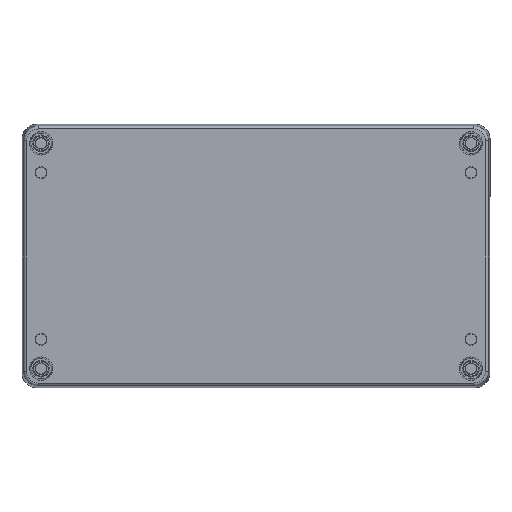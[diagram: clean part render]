
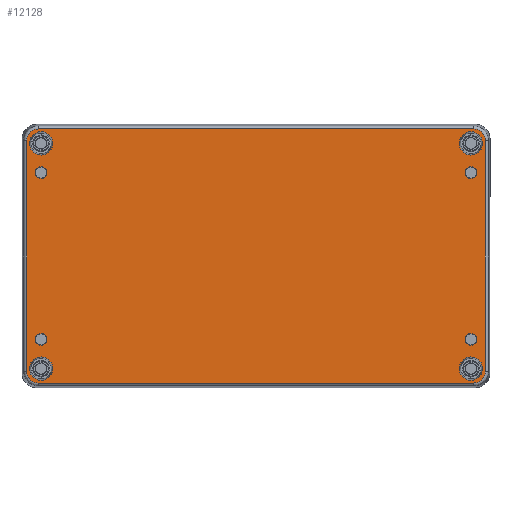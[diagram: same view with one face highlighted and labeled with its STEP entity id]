
A CAD part, front view. The second image highlights one B-rep face of the part: STEP entity #12128.
In plain terms, the highlighted face is planar.
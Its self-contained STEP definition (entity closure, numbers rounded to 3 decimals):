
#962=ELLIPSE('',#12927,4.001,4.);
#963=ELLIPSE('',#12928,4.001,4.);
#964=ELLIPSE('',#12929,4.001,4.);
#965=ELLIPSE('',#12930,4.001,4.);
#1022=FACE_BOUND('',#1961,.T.);
#1023=FACE_BOUND('',#1962,.T.);
#1024=FACE_BOUND('',#1963,.T.);
#1025=FACE_BOUND('',#1964,.T.);
#1026=FACE_BOUND('',#1965,.T.);
#1027=FACE_BOUND('',#1966,.T.);
#1028=FACE_BOUND('',#1967,.T.);
#1029=FACE_BOUND('',#1968,.T.);
#1181=FACE_OUTER_BOUND('',#1960,.T.);
#1960=EDGE_LOOP('',(#8171,#8172,#8173,#8174,#8175,#8176,#8177,#8178));
#1961=EDGE_LOOP('',(#8179));
#1962=EDGE_LOOP('',(#8180));
#1963=EDGE_LOOP('',(#8181));
#1964=EDGE_LOOP('',(#8182));
#1965=EDGE_LOOP('',(#8183));
#1966=EDGE_LOOP('',(#8184));
#1967=EDGE_LOOP('',(#8185));
#1968=EDGE_LOOP('',(#8186));
#2894=LINE('',#18073,#3644);
#2895=LINE('',#18077,#3645);
#2896=LINE('',#18081,#3646);
#2897=LINE('',#18085,#3647);
#3644=VECTOR('',#14411,148.849);
#3645=VECTOR('',#14414,78.849);
#3646=VECTOR('',#14417,148.849);
#3647=VECTOR('',#14420,78.849);
#4402=CIRCLE('',#12931,4.);
#4403=CIRCLE('',#12932,4.);
#4404=CIRCLE('',#12933,4.);
#4405=CIRCLE('',#12934,4.);
#4406=CIRCLE('',#12935,2.);
#4407=CIRCLE('',#12936,2.);
#4408=CIRCLE('',#12937,2.);
#4409=CIRCLE('',#12938,2.);
#5103=VERTEX_POINT('',#18071);
#5104=VERTEX_POINT('',#18072);
#5105=VERTEX_POINT('',#18074);
#5106=VERTEX_POINT('',#18076);
#5107=VERTEX_POINT('',#18078);
#5108=VERTEX_POINT('',#18080);
#5109=VERTEX_POINT('',#18082);
#5110=VERTEX_POINT('',#18084);
#5111=VERTEX_POINT('',#18087);
#5112=VERTEX_POINT('',#18089);
#5113=VERTEX_POINT('',#18091);
#5114=VERTEX_POINT('',#18093);
#5115=VERTEX_POINT('',#18095);
#5116=VERTEX_POINT('',#18097);
#5117=VERTEX_POINT('',#18099);
#5118=VERTEX_POINT('',#18101);
#6320=EDGE_CURVE('',#5103,#5104,#2894,.T.);
#6321=EDGE_CURVE('',#5105,#5103,#962,.T.);
#6322=EDGE_CURVE('',#5106,#5105,#2895,.T.);
#6323=EDGE_CURVE('',#5107,#5106,#963,.T.);
#6324=EDGE_CURVE('',#5108,#5107,#2896,.T.);
#6325=EDGE_CURVE('',#5109,#5108,#964,.T.);
#6326=EDGE_CURVE('',#5110,#5109,#2897,.T.);
#6327=EDGE_CURVE('',#5104,#5110,#965,.T.);
#6328=EDGE_CURVE('',#5111,#5111,#4402,.T.);
#6329=EDGE_CURVE('',#5112,#5112,#4403,.T.);
#6330=EDGE_CURVE('',#5113,#5113,#4404,.T.);
#6331=EDGE_CURVE('',#5114,#5114,#4405,.T.);
#6332=EDGE_CURVE('',#5115,#5115,#4406,.T.);
#6333=EDGE_CURVE('',#5116,#5116,#4407,.T.);
#6334=EDGE_CURVE('',#5117,#5117,#4408,.T.);
#6335=EDGE_CURVE('',#5118,#5118,#4409,.T.);
#8171=ORIENTED_EDGE('',*,*,#6320,.F.);
#8172=ORIENTED_EDGE('',*,*,#6321,.F.);
#8173=ORIENTED_EDGE('',*,*,#6322,.F.);
#8174=ORIENTED_EDGE('',*,*,#6323,.F.);
#8175=ORIENTED_EDGE('',*,*,#6324,.F.);
#8176=ORIENTED_EDGE('',*,*,#6325,.F.);
#8177=ORIENTED_EDGE('',*,*,#6326,.F.);
#8178=ORIENTED_EDGE('',*,*,#6327,.F.);
#8179=ORIENTED_EDGE('',*,*,#6328,.T.);
#8180=ORIENTED_EDGE('',*,*,#6329,.T.);
#8181=ORIENTED_EDGE('',*,*,#6330,.T.);
#8182=ORIENTED_EDGE('',*,*,#6331,.T.);
#8183=ORIENTED_EDGE('',*,*,#6332,.T.);
#8184=ORIENTED_EDGE('',*,*,#6333,.T.);
#8185=ORIENTED_EDGE('',*,*,#6334,.T.);
#8186=ORIENTED_EDGE('',*,*,#6335,.T.);
#11853=PLANE('',#12926);
#12128=ADVANCED_FACE('',(#1181,#1022,#1023,#1024,#1025,#1026,#1027,#1028,
#1029),#11853,.F.);
#12926=AXIS2_PLACEMENT_3D('',#18070,#14409,#14410);
#12927=AXIS2_PLACEMENT_3D('',#18075,#14412,#14413);
#12928=AXIS2_PLACEMENT_3D('',#18079,#14415,#14416);
#12929=AXIS2_PLACEMENT_3D('',#18083,#14418,#14419);
#12930=AXIS2_PLACEMENT_3D('',#18086,#14421,#14422);
#12931=AXIS2_PLACEMENT_3D('',#18088,#14423,#14424);
#12932=AXIS2_PLACEMENT_3D('',#18090,#14425,#14426);
#12933=AXIS2_PLACEMENT_3D('',#18092,#14427,#14428);
#12934=AXIS2_PLACEMENT_3D('',#18094,#14429,#14430);
#12935=AXIS2_PLACEMENT_3D('',#18096,#14431,#14432);
#12936=AXIS2_PLACEMENT_3D('',#18098,#14433,#14434);
#12937=AXIS2_PLACEMENT_3D('',#18100,#14435,#14436);
#12938=AXIS2_PLACEMENT_3D('',#18102,#14437,#14438);
#14409=DIRECTION('center_axis',(0.,0.,1.));
#14410=DIRECTION('ref_axis',(1.,0.,0.));
#14411=DIRECTION('',(1.,0.,0.));
#14412=DIRECTION('center_axis',(0.,0.,1.));
#14413=DIRECTION('ref_axis',(-0.707,-0.707,0.));
#14414=DIRECTION('',(0.,-1.,0.));
#14415=DIRECTION('center_axis',(0.,0.,1.));
#14416=DIRECTION('ref_axis',(-0.707,0.707,0.));
#14417=DIRECTION('',(-1.,0.,0.));
#14418=DIRECTION('center_axis',(0.,0.,1.));
#14419=DIRECTION('ref_axis',(0.707,0.707,0.));
#14420=DIRECTION('',(0.,1.,0.));
#14421=DIRECTION('center_axis',(0.,0.,1.));
#14422=DIRECTION('ref_axis',(0.707,-0.707,0.));
#14423=DIRECTION('center_axis',(0.,0.,1.));
#14424=DIRECTION('ref_axis',(1.,0.,0.));
#14425=DIRECTION('center_axis',(0.,0.,1.));
#14426=DIRECTION('ref_axis',(1.,0.,0.));
#14427=DIRECTION('center_axis',(0.,0.,1.));
#14428=DIRECTION('ref_axis',(1.,0.,0.));
#14429=DIRECTION('center_axis',(0.,0.,1.));
#14430=DIRECTION('ref_axis',(1.,0.,0.));
#14431=DIRECTION('center_axis',(0.,0.,1.));
#14432=DIRECTION('ref_axis',(1.,0.,0.));
#14433=DIRECTION('center_axis',(0.,0.,1.));
#14434=DIRECTION('ref_axis',(1.,0.,0.));
#14435=DIRECTION('center_axis',(0.,0.,1.));
#14436=DIRECTION('ref_axis',(1.,0.,0.));
#14437=DIRECTION('center_axis',(0.,0.,1.));
#14438=DIRECTION('ref_axis',(1.,0.,0.));
#18070=CARTESIAN_POINT('Origin',(67.276,-32.873,-45.));
#18071=CARTESIAN_POINT('',(-7.148,-76.297,-45.));
#18072=CARTESIAN_POINT('',(141.7,-76.297,-45.));
#18073=CARTESIAN_POINT('',(27.276,-76.297,-45.));
#18074=CARTESIAN_POINT('',(-11.148,-72.298,-45.));
#18075=CARTESIAN_POINT('Origin',(-7.148,-72.297,-45.));
#18076=CARTESIAN_POINT('',(-11.148,6.551,-45.));
#18077=CARTESIAN_POINT('',(-11.148,-10.373,-45.));
#18078=CARTESIAN_POINT('',(-7.148,10.551,-45.));
#18079=CARTESIAN_POINT('Origin',(-7.148,6.55,-45.));
#18080=CARTESIAN_POINT('',(141.7,10.551,-45.));
#18081=CARTESIAN_POINT('',(107.276,10.551,-45.));
#18082=CARTESIAN_POINT('',(145.7,6.551,-45.));
#18083=CARTESIAN_POINT('Origin',(141.7,6.55,-45.));
#18084=CARTESIAN_POINT('',(145.7,-72.298,-45.));
#18085=CARTESIAN_POINT('',(145.7,-55.373,-45.));
#18086=CARTESIAN_POINT('Origin',(141.7,-72.297,-45.));
#18087=CARTESIAN_POINT('',(-10.224,5.627,-45.));
#18088=CARTESIAN_POINT('Origin',(-6.224,5.627,-45.));
#18089=CARTESIAN_POINT('',(-10.224,-71.373,-45.));
#18090=CARTESIAN_POINT('Origin',(-6.224,-71.373,-45.));
#18091=CARTESIAN_POINT('',(136.776,-71.373,-45.));
#18092=CARTESIAN_POINT('Origin',(140.776,-71.373,-45.));
#18093=CARTESIAN_POINT('',(136.776,5.627,-45.));
#18094=CARTESIAN_POINT('Origin',(140.776,5.627,-45.));
#18095=CARTESIAN_POINT('',(138.776,-4.373,-45.));
#18096=CARTESIAN_POINT('Origin',(140.776,-4.373,-45.));
#18097=CARTESIAN_POINT('',(-8.224,-61.373,-45.));
#18098=CARTESIAN_POINT('Origin',(-6.224,-61.373,-45.));
#18099=CARTESIAN_POINT('',(-8.224,-4.373,-45.));
#18100=CARTESIAN_POINT('Origin',(-6.224,-4.373,-45.));
#18101=CARTESIAN_POINT('',(138.776,-61.373,-45.));
#18102=CARTESIAN_POINT('Origin',(140.776,-61.373,-45.));
